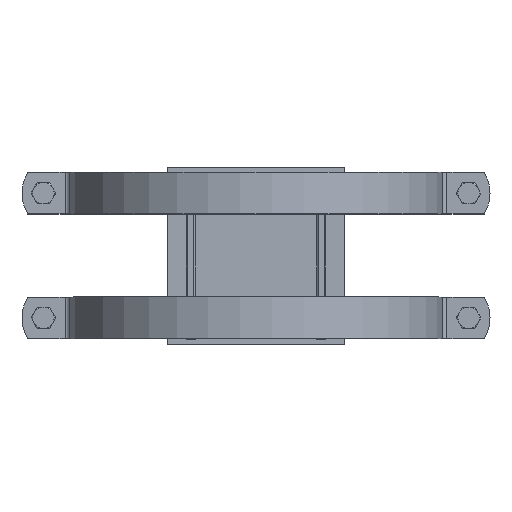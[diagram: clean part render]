
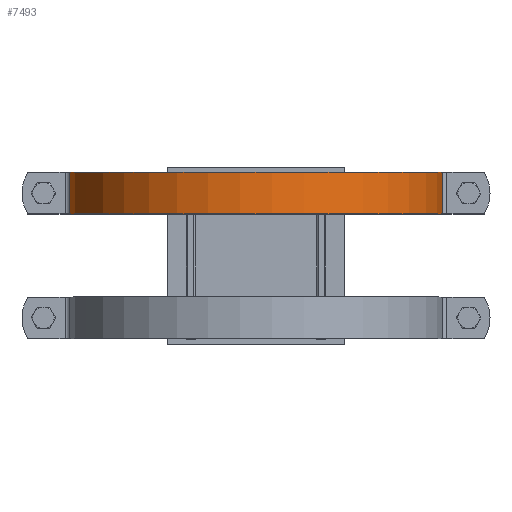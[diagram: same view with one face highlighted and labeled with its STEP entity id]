
A CAD part, top view. The second image highlights one B-rep face of the part: STEP entity #7493.
In plain terms, the highlighted cylindrical face has radius 315 mm (diameter 630 mm), a partial arc.
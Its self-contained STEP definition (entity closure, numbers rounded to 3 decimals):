
#7202=CARTESIAN_POINT('',(-313.898,140.,481.316));
#7203=VERTEX_POINT('',#7202);
#7211=CARTESIAN_POINT('',(313.898,140.,481.316));
#7212=VERTEX_POINT('',#7211);
#7213=CARTESIAN_POINT('',(0.,140.0,454.985));
#7214=DIRECTION('',(0.,-1.0,0.));
#7215=DIRECTION('',(0.998,0.,-0.06));
#7216=AXIS2_PLACEMENT_3D('',#7213,#7214,#7215);
#7217=CIRCLE('',#7216,315.0);
#7218=EDGE_CURVE('',#7212,#7203,#7217,.T.);
#7320=CARTESIAN_POINT('',(313.898,70.,481.316));
#7321=VERTEX_POINT('',#7320);
#7329=CARTESIAN_POINT('',(-313.898,70.,481.316));
#7330=VERTEX_POINT('',#7329);
#7331=CARTESIAN_POINT('',(0.,70.0,454.985));
#7332=DIRECTION('',(0.,1.0,0.));
#7333=DIRECTION('',(0.998,0.,-0.06));
#7334=AXIS2_PLACEMENT_3D('',#7331,#7332,#7333);
#7335=CIRCLE('',#7334,315.0);
#7336=EDGE_CURVE('',#7330,#7321,#7335,.T.);
#7472=CARTESIAN_POINT('',(0.,105.0,454.985));
#7473=DIRECTION('',(0.,1.0,0.));
#7474=DIRECTION('',(0.998,0.,-0.06));
#7475=AXIS2_PLACEMENT_3D('',#7472,#7473,#7474);
#7476=CYLINDRICAL_SURFACE('',#7475,315.0);
#7477=CARTESIAN_POINT('',(-313.898,70.,481.316));
#7478=DIRECTION('',(0.0,1.0,0.0));
#7479=VECTOR('',#7478,70.);
#7480=LINE('',#7477,#7479);
#7481=EDGE_CURVE('',#7330,#7203,#7480,.T.);
#7482=ORIENTED_EDGE('',*,*,#7481,.F.);
#7483=ORIENTED_EDGE('',*,*,#7336,.T.);
#7484=CARTESIAN_POINT('',(313.898,140.0,481.316));
#7485=DIRECTION('',(0.0,-1.0,0.0));
#7486=VECTOR('',#7485,70.);
#7487=LINE('',#7484,#7486);
#7488=EDGE_CURVE('',#7212,#7321,#7487,.T.);
#7489=ORIENTED_EDGE('',*,*,#7488,.F.);
#7490=ORIENTED_EDGE('',*,*,#7218,.T.);
#7491=EDGE_LOOP('',(#7482,#7483,#7489,#7490));
#7492=FACE_OUTER_BOUND('',#7491,.T.);
#7493=ADVANCED_FACE('',(#7492),#7476,.T.);
